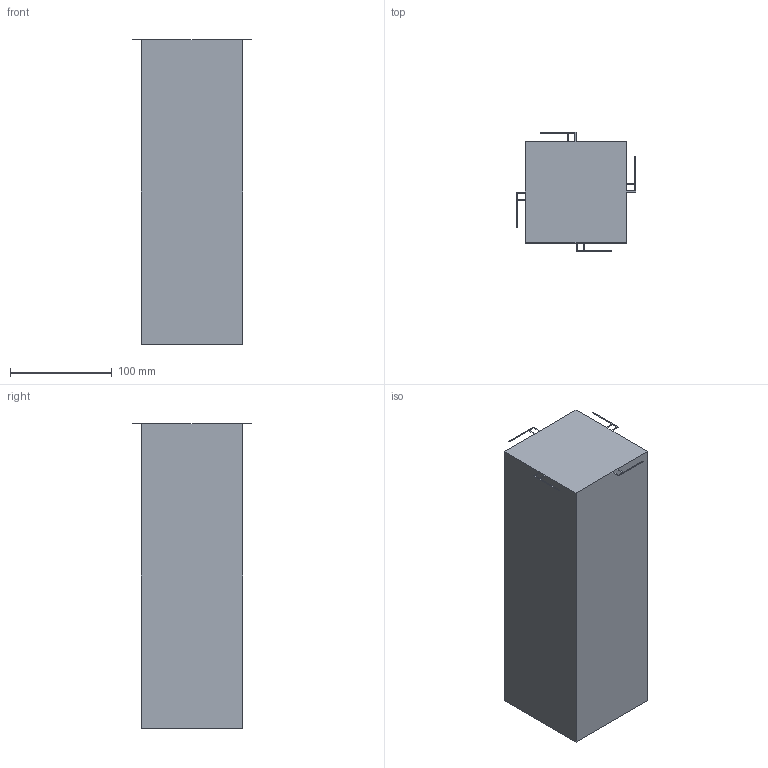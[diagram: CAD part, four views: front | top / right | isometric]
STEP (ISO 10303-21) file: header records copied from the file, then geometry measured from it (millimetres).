
FILE_DESCRIPTION(('STEP AP214'),'1');
FILE_NAME('27_ifa_with_sat.stp','2024-04-22T14:48:29',(' '),(' '),'Spatial InterOp 3D',' ',' ');
FILE_SCHEMA(('automotive_design'));
Length unit declared in the file: millimetre
Products named in the file (5): 1; 2; 3; 4; 5
Bounding box: 118 x 118 x 300 mm (x, y, z)
Surface area: 140204 mm2 (no closed solid volume)
Topology: 0 solids, 18 shells, 18 faces, 116 edges, 116 vertices
Faces by surface type: plane 18
Entity records: 1171 total; most frequent: CARTESIAN_POINT 255, DIRECTION 162, ORIENTED_EDGE 116, EDGE_CURVE 116, VERTEX_POINT 116, LINE 116, VECTOR 116, AXIS2_PLACEMENT_3D 23
